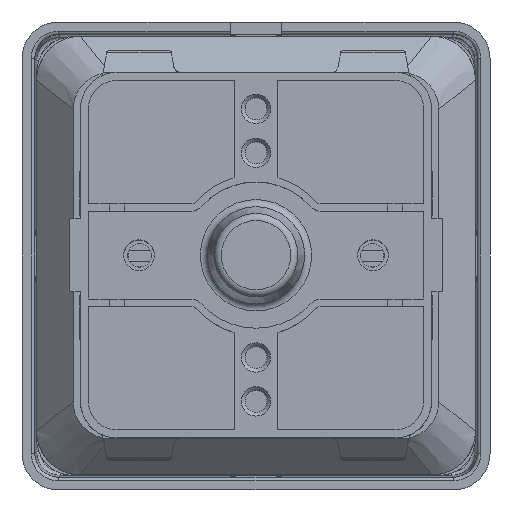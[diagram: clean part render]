
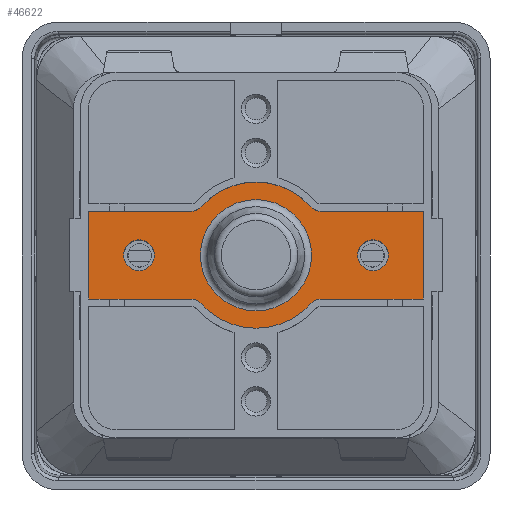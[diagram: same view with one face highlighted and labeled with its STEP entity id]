
A CAD part, top view. The second image highlights one B-rep face of the part: STEP entity #46622.
In plain terms, the highlighted planar face has unit normal (0, 0, 1).
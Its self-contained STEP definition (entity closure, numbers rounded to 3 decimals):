
#1762=LINE('',#69521,#6965);
#1763=LINE('',#69524,#6966);
#1764=LINE('',#69526,#6967);
#1765=LINE('',#69534,#6968);
#1766=LINE('',#69536,#6969);
#1767=LINE('',#69538,#6970);
#6965=VECTOR('',#55212,1000.);
#6966=VECTOR('',#55213,1000.);
#6967=VECTOR('',#55214,1000.);
#6968=VECTOR('',#55221,1000.);
#6969=VECTOR('',#55222,1000.);
#6970=VECTOR('',#55223,1000.);
#13853=ORIENTED_EDGE('',*,*,#26788,.T.);
#13854=ORIENTED_EDGE('',*,*,#26786,.T.);
#13855=ORIENTED_EDGE('',*,*,#26826,.T.);
#13856=ORIENTED_EDGE('',*,*,#26827,.T.);
#13857=ORIENTED_EDGE('',*,*,#26828,.T.);
#13858=ORIENTED_EDGE('',*,*,#26829,.T.);
#13859=ORIENTED_EDGE('',*,*,#26830,.T.);
#13860=ORIENTED_EDGE('',*,*,#26831,.T.);
#13861=ORIENTED_EDGE('',*,*,#26832,.T.);
#13862=ORIENTED_EDGE('',*,*,#26833,.T.);
#13863=ORIENTED_EDGE('',*,*,#26834,.T.);
#13864=ORIENTED_EDGE('',*,*,#26835,.T.);
#13865=ORIENTED_EDGE('',*,*,#26836,.T.);
#13866=ORIENTED_EDGE('',*,*,#26837,.T.);
#13867=ORIENTED_EDGE('',*,*,#26784,.T.);
#26784=EDGE_CURVE('',#33451,#33451,#37615,.T.);
#26786=EDGE_CURVE('',#33453,#33453,#37617,.T.);
#26788=EDGE_CURVE('',#33455,#33455,#37619,.T.);
#26826=EDGE_CURVE('',#33493,#33494,#1762,.T.);
#26827=EDGE_CURVE('',#33494,#33495,#1763,.T.);
#26828=EDGE_CURVE('',#33495,#33496,#1764,.T.);
#26829=EDGE_CURVE('',#33496,#33497,#37633,.T.);
#26830=EDGE_CURVE('',#33497,#33498,#37634,.T.);
#26831=EDGE_CURVE('',#33498,#33499,#37635,.T.);
#26832=EDGE_CURVE('',#33499,#33500,#1765,.T.);
#26833=EDGE_CURVE('',#33500,#33501,#1766,.T.);
#26834=EDGE_CURVE('',#33501,#33502,#1767,.T.);
#26835=EDGE_CURVE('',#33502,#33503,#37636,.T.);
#26836=EDGE_CURVE('',#33503,#33504,#37637,.T.);
#26837=EDGE_CURVE('',#33504,#33493,#37638,.T.);
#33451=VERTEX_POINT('',#69425);
#33453=VERTEX_POINT('',#69430);
#33455=VERTEX_POINT('',#69435);
#33493=VERTEX_POINT('',#69522);
#33494=VERTEX_POINT('',#69523);
#33495=VERTEX_POINT('',#69525);
#33496=VERTEX_POINT('',#69527);
#33497=VERTEX_POINT('',#69529);
#33498=VERTEX_POINT('',#69531);
#33499=VERTEX_POINT('',#69533);
#33500=VERTEX_POINT('',#69535);
#33501=VERTEX_POINT('',#69537);
#33502=VERTEX_POINT('',#69539);
#33503=VERTEX_POINT('',#69541);
#33504=VERTEX_POINT('',#69543);
#37615=CIRCLE('',#49725,7.607);
#37617=CIRCLE('',#49728,2.1);
#37619=CIRCLE('',#49731,2.1);
#37633=CIRCLE('',#49756,2.);
#37634=CIRCLE('',#49757,10.);
#37635=CIRCLE('',#49758,2.);
#37636=CIRCLE('',#49759,2.);
#37637=CIRCLE('',#49760,10.);
#37638=CIRCLE('',#49761,2.);
#39022=EDGE_LOOP('',(#13853));
#39023=EDGE_LOOP('',(#13854));
#39024=EDGE_LOOP('',(#13855,#13856,#13857,#13858,#13859,#13860,#13861,#13862,
#13863,#13864,#13865,#13866));
#39025=EDGE_LOOP('',(#13867));
#41919=FACE_BOUND('',#39022,.T.);
#41920=FACE_BOUND('',#39023,.T.);
#41921=FACE_BOUND('',#39024,.T.);
#41922=FACE_BOUND('',#39025,.T.);
#44480=PLANE('',#49755);
#46622=ADVANCED_FACE('',(#41919,#41920,#41921,#41922),#44480,.F.);
#49725=AXIS2_PLACEMENT_3D('',#69424,#55126,#55127);
#49728=AXIS2_PLACEMENT_3D('',#69429,#55132,#55133);
#49731=AXIS2_PLACEMENT_3D('',#69434,#55138,#55139);
#49755=AXIS2_PLACEMENT_3D('',#69520,#55210,#55211);
#49756=AXIS2_PLACEMENT_3D('',#69528,#55215,#55216);
#49757=AXIS2_PLACEMENT_3D('',#69530,#55217,#55218);
#49758=AXIS2_PLACEMENT_3D('',#69532,#55219,#55220);
#49759=AXIS2_PLACEMENT_3D('',#69540,#55224,#55225);
#49760=AXIS2_PLACEMENT_3D('',#69542,#55226,#55227);
#49761=AXIS2_PLACEMENT_3D('',#69544,#55228,#55229);
#55126=DIRECTION('',(0.,0.,-1.));
#55127=DIRECTION('',(-1.,0.,0.));
#55132=DIRECTION('',(0.,0.,-1.));
#55133=DIRECTION('',(-1.,0.,0.));
#55138=DIRECTION('',(0.,0.,-1.));
#55139=DIRECTION('',(-1.,0.,0.));
#55210=DIRECTION('',(0.,0.,-1.));
#55211=DIRECTION('',(-1.,0.,0.));
#55212=DIRECTION('',(1.,0.,0.));
#55213=DIRECTION('',(0.,1.,0.));
#55214=DIRECTION('',(-1.,0.,0.));
#55215=DIRECTION('',(0.,0.,-1.));
#55216=DIRECTION('',(0.,1.,0.));
#55217=DIRECTION('',(0.,0.,1.));
#55218=DIRECTION('',(0.,-1.,0.));
#55219=DIRECTION('',(0.,0.,-1.));
#55220=DIRECTION('',(0.,1.,0.));
#55221=DIRECTION('',(-1.,0.,0.));
#55222=DIRECTION('',(0.,-1.,0.));
#55223=DIRECTION('',(1.,0.,0.));
#55224=DIRECTION('',(0.,0.,-1.));
#55225=DIRECTION('',(0.,1.,0.));
#55226=DIRECTION('',(0.,0.,1.));
#55227=DIRECTION('',(0.,1.,0.));
#55228=DIRECTION('',(0.,0.,-1.));
#55229=DIRECTION('',(0.,-1.,0.));
#69424=CARTESIAN_POINT('',(0.,0.,26.));
#69425=CARTESIAN_POINT('',(-7.607,0.,26.));
#69429=CARTESIAN_POINT('',(16.,0.,26.));
#69430=CARTESIAN_POINT('',(13.9,0.,26.));
#69434=CARTESIAN_POINT('',(-16.,0.,26.));
#69435=CARTESIAN_POINT('',(-18.1,0.,26.));
#69520=CARTESIAN_POINT('',(8.944,8.,26.));
#69521=CARTESIAN_POINT('',(8.944,-6.,26.));
#69522=CARTESIAN_POINT('',(8.944,-6.,26.));
#69523=CARTESIAN_POINT('',(22.9,-6.,26.));
#69524=CARTESIAN_POINT('',(22.9,-6.,26.));
#69525=CARTESIAN_POINT('',(22.9,6.,26.));
#69526=CARTESIAN_POINT('',(8.944,6.,26.));
#69527=CARTESIAN_POINT('',(8.944,6.,26.));
#69528=CARTESIAN_POINT('',(8.944,8.,26.));
#69529=CARTESIAN_POINT('',(7.454,6.667,26.));
#69530=CARTESIAN_POINT('',(0.,0.,26.));
#69531=CARTESIAN_POINT('',(-7.454,6.667,26.));
#69532=CARTESIAN_POINT('',(-8.944,8.,26.));
#69533=CARTESIAN_POINT('',(-8.944,6.,26.));
#69534=CARTESIAN_POINT('',(-22.9,6.,26.));
#69535=CARTESIAN_POINT('',(-22.9,6.,26.));
#69536=CARTESIAN_POINT('',(-22.9,6.,26.));
#69537=CARTESIAN_POINT('',(-22.9,-6.,26.));
#69538=CARTESIAN_POINT('',(-22.9,-6.,26.));
#69539=CARTESIAN_POINT('',(-8.944,-6.,26.));
#69540=CARTESIAN_POINT('',(-8.944,-8.,26.));
#69541=CARTESIAN_POINT('',(-7.454,-6.667,26.));
#69542=CARTESIAN_POINT('',(0.,0.,26.));
#69543=CARTESIAN_POINT('',(7.454,-6.667,26.));
#69544=CARTESIAN_POINT('',(8.944,-8.,26.));
